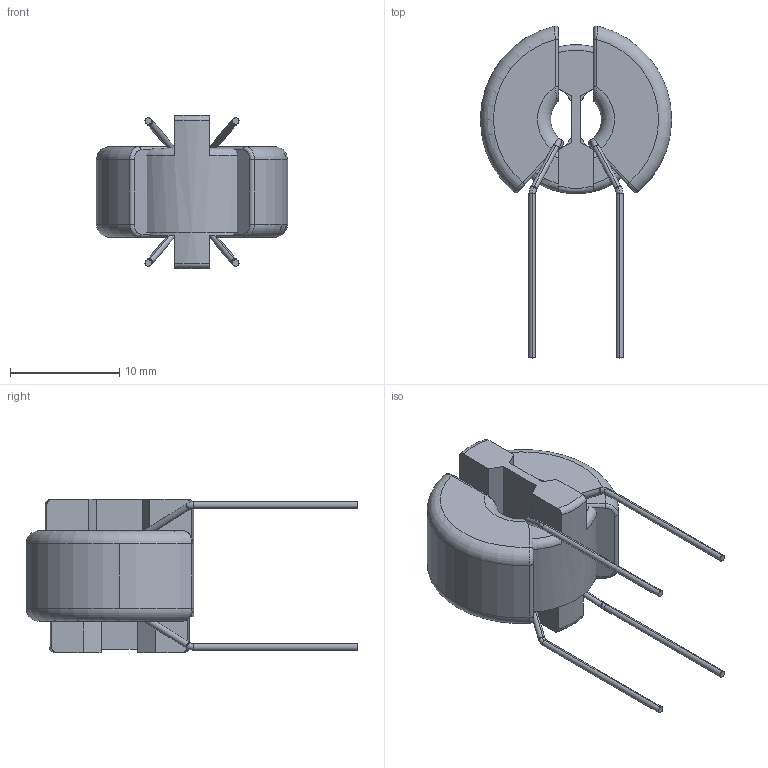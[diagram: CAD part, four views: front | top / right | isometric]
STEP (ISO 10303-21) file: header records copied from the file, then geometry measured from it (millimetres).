
FILE_DESCRIPTION (( 'STEP AP214' ), '1' );
FILE_NAME ('SC-03-06G.STEP', '2019-01-30T02:51:31', ( '' ), ( '' ), 'SwSTEP 2.0', 'SolidWorks 2018', '' );
FILE_SCHEMA (( 'AUTOMOTIVE_DESIGN' ));
Length unit declared in the file: millimetre
Products named in the file (1): SC-03-06G
Bounding box: 17.5 x 30.35 x 14 mm (x, y, z)
Volume: 2392.6 mm3; surface area: 3289.2 mm2
Topology: 4 solids, 4 shells, 251 faces, 677 edges, 428 vertices
Faces by surface type: plane 108, cylinder 67, bspline 40, torus 28, cone 8
Entity records: 17065 total; most frequent: CARTESIAN_POINT 8335, ORIENTED_EDGE 1354, DIRECTION 1129, EDGE_CURVE 677, VERTEX_POINT 428, AXIS2_PLACEMENT_3D 418, LINE 293, VECTOR 293
